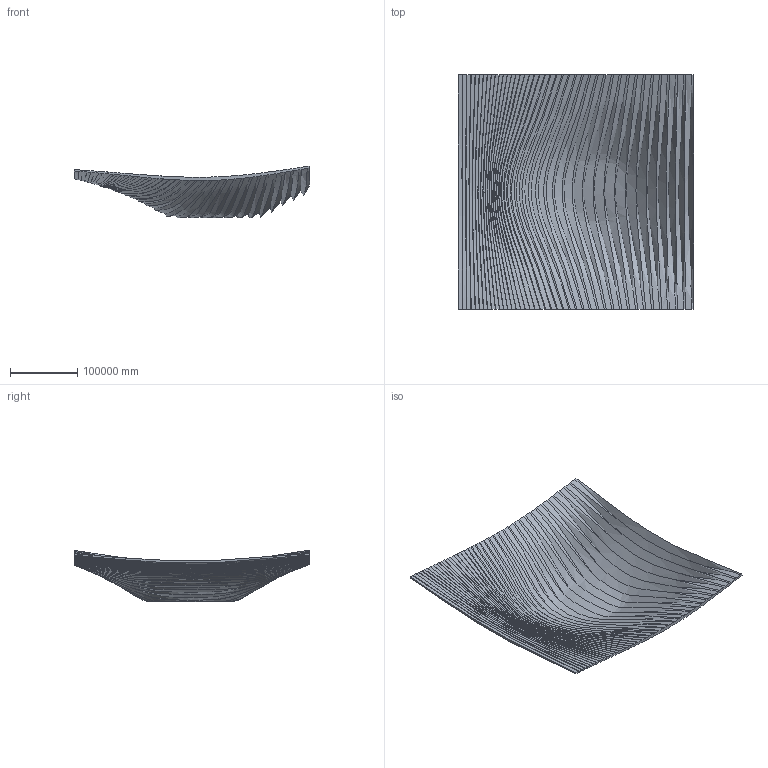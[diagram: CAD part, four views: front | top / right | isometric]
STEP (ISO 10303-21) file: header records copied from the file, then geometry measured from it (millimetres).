
FILE_DESCRIPTION(/* description */ (''),/* implementation_level */ '2;1');
FILE_NAME(/* name */ '170125~1',/* time_stamp */ '2017-01-31T15:43:27+01:00',/* author */ (''),/* organization */ (''),/* preprocessor_version */ 'ST-DEVELOPER v15',/* originating_system */ '',/* authorisation */ '');
FILE_SCHEMA (('AUTOMOTIVE_DESIGN'));
Length unit declared in the file: metre
Products named in the file (1): Document
Bounding box: 351053.82 x 350000 x 77315.83 mm (x, y, z)
Volume: 981141803329984 mm3; surface area: 306227536295.8 mm2
Topology: 1 solids, 1 shells, 164 faces, 486 edges, 324 vertices
Faces by surface type: bspline 162, plane 2
Entity records: 35741 total; most frequent: CARTESIAN_POINT 32788, ORIENTED_EDGE 972, EDGE_CURVE 486, B_SPLINE_CURVE_WITH_KNOTS 486, VERTEX_POINT 324, ADVANCED_FACE 164, FACE_OUTER_BOUND 164, EDGE_LOOP 164
